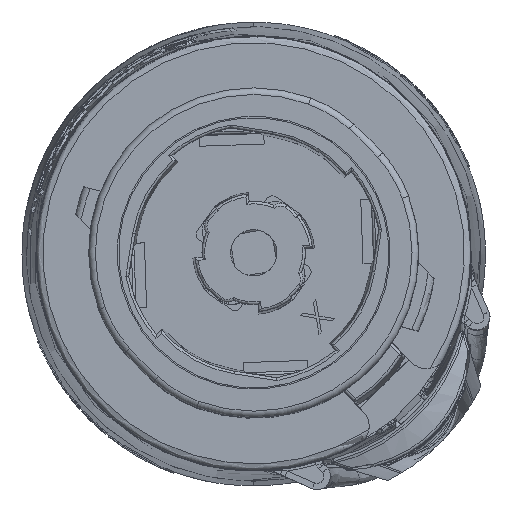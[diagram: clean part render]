
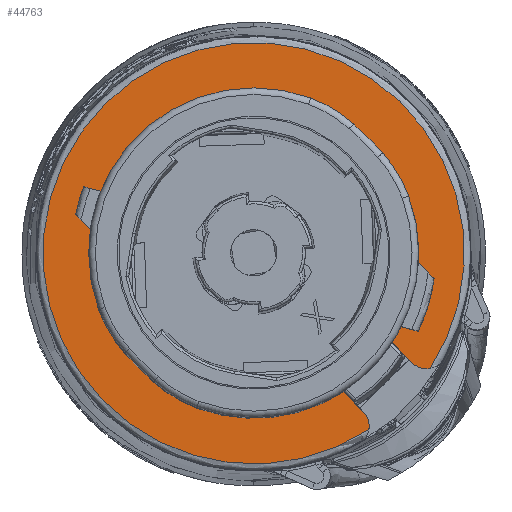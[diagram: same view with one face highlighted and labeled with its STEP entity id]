
A CAD part, top view. The second image highlights one B-rep face of the part: STEP entity #44763.
In plain terms, the highlighted planar face has unit normal (0, 0, 1).
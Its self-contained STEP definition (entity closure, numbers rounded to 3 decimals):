
#2160=CARTESIAN_POINT('',(0.,0.,31.9));
#2161=DIRECTION('',(0.,0.,1.));
#2162=DIRECTION('',(0.837,-0.547,0.));
#2163=AXIS2_PLACEMENT_3D('',#2160,#2161,#2162);
#2188=CARTESIAN_POINT('',(13.044,-7.214,31.9));
#2189=DIRECTION('',(0.,0.,1.));
#2190=DIRECTION('',(-0.701,-0.713,0.));
#2191=AXIS2_PLACEMENT_3D('',#2188,#2189,#2190);
#2193=DIRECTION('',(-0.713,0.701,0.));
#2194=VECTOR('',#2193,2.163);
#2195=CARTESIAN_POINT('',(11.993,-8.284,31.9));
#2196=LINE('',#2195,#2194);
#2197=CARTESIAN_POINT('',(-12.551,-12.551,31.9));
#2198=DIRECTION('',(0.,0.,-1.));
#2199=DIRECTION('',(0.67,0.743,0.));
#2200=AXIS2_PLACEMENT_3D('',#2197,#2198,#2199);
#2202=CARTESIAN_POINT('',(12.551,12.551,31.9));
#2203=DIRECTION('',(0.,0.,-1.));
#2204=DIRECTION('',(-0.67,-0.743,0.));
#2205=AXIS2_PLACEMENT_3D('',#2202,#2203,#2204);
#2207=DIRECTION('',(0.701,-0.713,0.));
#2208=VECTOR('',#2207,2.163);
#2209=CARTESIAN_POINT('',(6.768,-10.45,31.9));
#2210=LINE('',#2209,#2208);
#2211=CARTESIAN_POINT('',(7.214,-13.044,31.9));
#2212=DIRECTION('',(0.,0.,1.));
#2213=DIRECTION('',(0.983,-0.181,0.));
#2214=AXIS2_PLACEMENT_3D('',#2211,#2212,#2213);
#24439=CARTESIAN_POINT('',(0.,0.,31.9));
#24440=DIRECTION('',(0.,0.,1.));
#24441=DIRECTION('',(0.839,-0.544,0.));
#24442=AXIS2_PLACEMENT_3D('',#24439,#24440,#24441);
#24449=CARTESIAN_POINT('',(0.,0.,31.9));
#24450=DIRECTION('',(0.,0.,-1.));
#24451=DIRECTION('',(0.544,-0.839,0.));
#24452=AXIS2_PLACEMENT_3D('',#24449,#24450,#24451);
#24467=CARTESIAN_POINT('',(0.,0.,31.9));
#24468=DIRECTION('',(0.,0.,-1.));
#24469=DIRECTION('',(-0.939,-0.345,0.));
#24470=AXIS2_PLACEMENT_3D('',#24467,#24468,#24469);
#30407=CARTESIAN_POINT('',(-0.845,-2.3,31.9));
#30408=DIRECTION('',(0.,0.,-1.));
#30409=DIRECTION('',(-0.345,-0.939,0.));
#30410=AXIS2_PLACEMENT_3D('',#30407,#30408,#30409);
#30440=CARTESIAN_POINT('',(-2.3,-0.845,31.9));
#30441=DIRECTION('',(0.,0.,-1.));
#30442=DIRECTION('',(-0.743,-0.67,0.));
#30443=AXIS2_PLACEMENT_3D('',#30440,#30441,#30442);
#30460=CARTESIAN_POINT('',(0.845,2.3,31.9));
#30461=DIRECTION('',(0.,0.,-1.));
#30462=DIRECTION('',(0.345,0.939,0.));
#30463=AXIS2_PLACEMENT_3D('',#30460,#30461,#30462);
#30493=CARTESIAN_POINT('',(2.3,0.845,31.9));
#30494=DIRECTION('',(0.,0.,-1.));
#30495=DIRECTION('',(0.743,0.67,0.));
#30496=AXIS2_PLACEMENT_3D('',#30493,#30494,#30495);
#40042=CARTESIAN_POINT('',(6.768,-10.45,31.9));
#40044=VERTEX_POINT('',#40042);
#40046=CARTESIAN_POINT('',(10.45,-6.768,31.9));
#40048=VERTEX_POINT('',#40046);
#40077=CARTESIAN_POINT('',(-4.293,-11.686,31.9));
#40078=CARTESIAN_POINT('',(-7.543,-9.725,31.9));
#40079=VERTEX_POINT('',#40077);
#40080=VERTEX_POINT('',#40078);
#40081=CARTESIAN_POINT('',(-9.725,-7.543,31.9));
#40082=CARTESIAN_POINT('',(-11.686,-4.293,31.9));
#40083=VERTEX_POINT('',#40081);
#40084=VERTEX_POINT('',#40082);
#40085=CARTESIAN_POINT('',(9.725,7.543,31.9));
#40086=CARTESIAN_POINT('',(11.686,4.293,31.9));
#40087=VERTEX_POINT('',#40085);
#40088=VERTEX_POINT('',#40086);
#40089=CARTESIAN_POINT('',(4.293,11.686,31.9));
#40090=CARTESIAN_POINT('',(7.543,9.725,31.9));
#40091=VERTEX_POINT('',#40089);
#40092=VERTEX_POINT('',#40090);
#40125=CARTESIAN_POINT('',(11.993,-8.284,31.9));
#40126=CARTESIAN_POINT('',(13.315,-8.69,31.9));
#40127=VERTEX_POINT('',#40125);
#40128=VERTEX_POINT('',#40126);
#40129=CARTESIAN_POINT('',(8.69,-13.315,31.9));
#40130=CARTESIAN_POINT('',(8.284,-11.993,31.9));
#40131=VERTEX_POINT('',#40129);
#40132=VERTEX_POINT('',#40130);
#44730=CARTESIAN_POINT('',(0.,0.,31.9));
#44731=DIRECTION('',(0.,0.,-1.));
#44732=DIRECTION('',(-0.707,0.707,0.));
#44733=AXIS2_PLACEMENT_3D('',#44730,#44731,#44732);
#44734=PLANE('',#44733);
#44735=ORIENTED_EDGE('',*,*,#44711,.F.);
#44737=ORIENTED_EDGE('',*,*,#44736,.T.);
#44739=ORIENTED_EDGE('',*,*,#44738,.T.);
#44741=ORIENTED_EDGE('',*,*,#44740,.F.);
#44743=ORIENTED_EDGE('',*,*,#44742,.F.);
#44745=ORIENTED_EDGE('',*,*,#44744,.F.);
#44747=ORIENTED_EDGE('',*,*,#44746,.F.);
#44749=ORIENTED_EDGE('',*,*,#44748,.F.);
#44751=ORIENTED_EDGE('',*,*,#44750,.F.);
#44753=ORIENTED_EDGE('',*,*,#44752,.F.);
#44755=ORIENTED_EDGE('',*,*,#44754,.F.);
#44757=ORIENTED_EDGE('',*,*,#44756,.T.);
#44759=ORIENTED_EDGE('',*,*,#44758,.F.);
#44760=ORIENTED_EDGE('',*,*,#44722,.F.);
#44761=EDGE_LOOP('',(#44735,#44737,#44739,#44741,#44743,#44745,#44747,#44749,
#44751,#44753,#44755,#44757,#44759,#44760));
#44762=FACE_OUTER_BOUND('',#44761,.F.);
#44763=ADVANCED_FACE('',(#44762),#44734,.F.);
#2164=CIRCLE('',#2163,15.9);
#2192=CIRCLE('',#2191,1.5);
#2201=CIRCLE('',#2200,30.);
#2206=CIRCLE('',#2205,30.);
#2215=CIRCLE('',#2214,1.5);
#24443=CIRCLE('',#24442,12.45);
#24453=CIRCLE('',#24452,12.45);
#24471=CIRCLE('',#24470,12.45);
#30411=CIRCLE('',#30410,10.);
#30444=CIRCLE('',#30443,10.);
#30464=CIRCLE('',#30463,10.);
#30497=CIRCLE('',#30496,10.);
#44711=EDGE_CURVE('',#40127,#40128,#2192,.T.);
#44722=EDGE_CURVE('',#40128,#40131,#2164,.T.);
#44736=EDGE_CURVE('',#40127,#40048,#2196,.T.);
#44738=EDGE_CURVE('',#40048,#40088,#24443,.T.);
#44740=EDGE_CURVE('',#40087,#40088,#30497,.T.);
#44742=EDGE_CURVE('',#40092,#40087,#2201,.T.);
#44744=EDGE_CURVE('',#40091,#40092,#30464,.T.);
#44746=EDGE_CURVE('',#40084,#40091,#24471,.T.);
#44748=EDGE_CURVE('',#40083,#40084,#30444,.T.);
#44750=EDGE_CURVE('',#40080,#40083,#2206,.T.);
#44752=EDGE_CURVE('',#40079,#40080,#30411,.T.);
#44754=EDGE_CURVE('',#40044,#40079,#24453,.T.);
#44756=EDGE_CURVE('',#40044,#40132,#2210,.T.);
#44758=EDGE_CURVE('',#40131,#40132,#2215,.T.);
